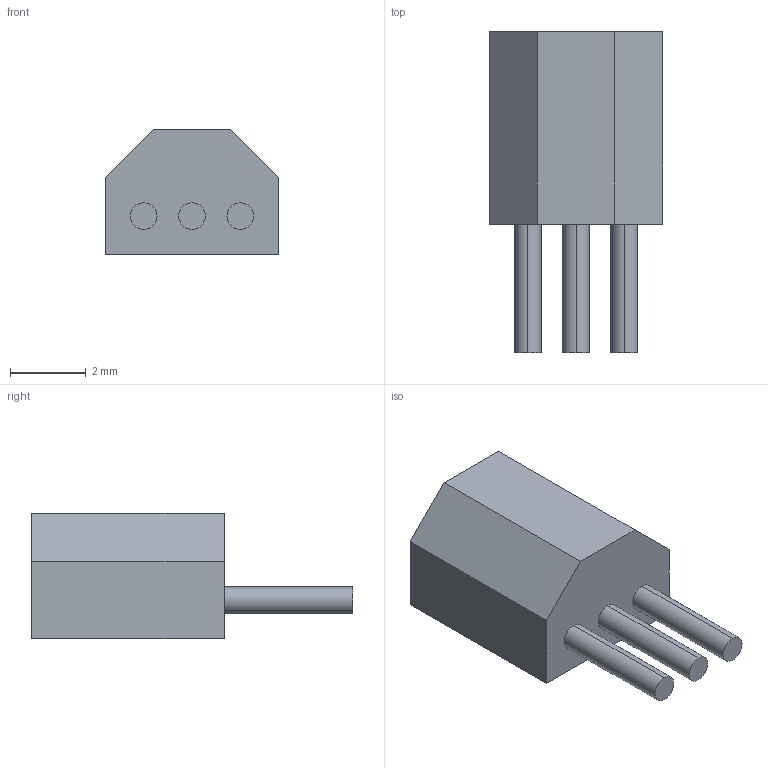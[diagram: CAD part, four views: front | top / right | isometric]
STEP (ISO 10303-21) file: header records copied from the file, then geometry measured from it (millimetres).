
FILE_DESCRIPTION (( 'STEP AP214' ), '1' );
FILE_NAME ('8CB06B3A-6C33-46C2-8D76-9E7760FD1616.STEP', '2008-06-26T03:21:53', ( 'sysAdmin' ), ( 'SolidWorks' ), 'SwSTEP 2.0', 'SolidWorks 2008', '' );
FILE_SCHEMA (( 'AUTOMOTIVE_DESIGN' ));
Length unit declared in the file: millimetre
Products named in the file (1): 8CB06B3A-6C33-46C2-8D76-9E7760FD1616
Bounding box: 4.57 x 8.46 x 3.3 mm (x, y, z)
Volume: 72.4 mm3; surface area: 121.7 mm2
Topology: 1 solids, 1 shells, 17 faces, 36 edges, 24 vertices
Faces by surface type: plane 11, cylinder 6
Entity records: 584 total; most frequent: DIRECTION 84, CARTESIAN_POINT 78, ORIENTED_EDGE 72, EDGE_CURVE 36, AXIS2_PLACEMENT_3D 30, VERTEX_POINT 24, VECTOR 24, LINE 24
